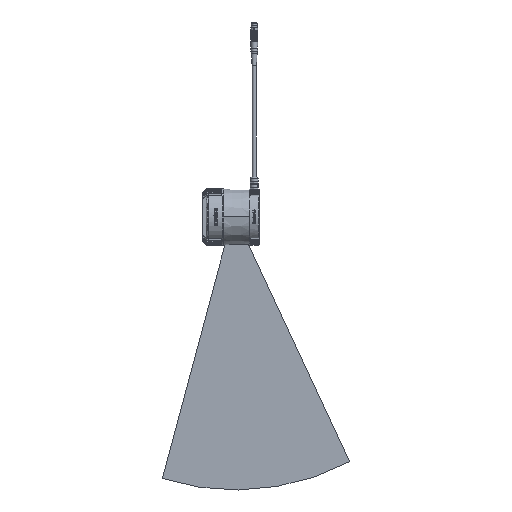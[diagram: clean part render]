
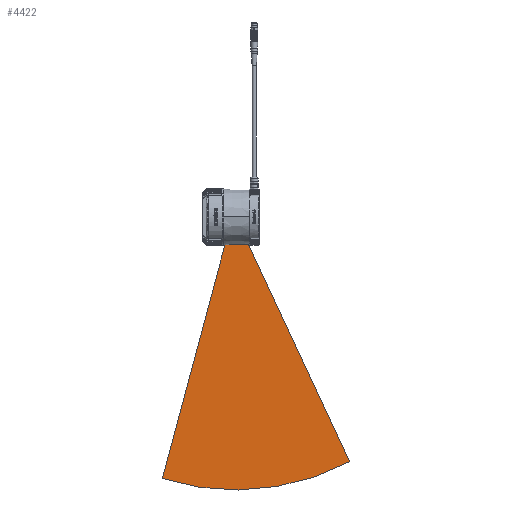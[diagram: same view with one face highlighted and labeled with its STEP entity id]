
A CAD part, left-side view. The second image highlights one B-rep face of the part: STEP entity #4422.
In plain terms, the highlighted planar face has unit normal (1, 0, 0).
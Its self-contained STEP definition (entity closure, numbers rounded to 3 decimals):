
#2169 = CARTESIAN_POINT ( 'NONE',  ( 0., -187.355, -505.895 ) ) ;
#2615 = VERTEX_POINT ( 'NONE', #19240 ) ;
#3786 = ORIENTED_EDGE ( 'NONE', *, *, #15204, .T. ) ;
#4422 = ADVANCED_FACE ( 'NONE', ( #48187 ), #62290, .F. ) ;
#7155 = DIRECTION ( 'NONE',  ( -1., 0., 0. ) ) ;
#8127 = CARTESIAN_POINT ( 'NONE',  ( 0., 200.042, -540.818 ) ) ;
#15000 = DIRECTION ( 'NONE',  ( 0., -0.259, 0.966 ) ) ;
#15204 = EDGE_CURVE ( 'NONE', #31612, #31306, #53821, .T. ) ;
#19240 = CARTESIAN_POINT ( 'NONE',  ( 0., 70.632, -57.855 ) ) ;
#22331 = EDGE_CURVE ( 'NONE', #2615, #62020, #54061, .T. ) ;
#24530 = DIRECTION ( 'NONE',  ( 1., 0., 0. ) ) ;
#29218 = CARTESIAN_POINT ( 'NONE',  ( 0., 70.632, -57.855 ) ) ;
#29564 = CARTESIAN_POINT ( 'NONE',  ( 0., 47.7, -64.591 ) ) ;
#31306 = VERTEX_POINT ( 'NONE', #8127 ) ;
#31612 = VERTEX_POINT ( 'NONE', #2169 ) ;
#32399 = ORIENTED_EDGE ( 'NONE', *, *, #43279, .T. ) ;
#33766 = LINE ( 'NONE', #29218, #61203 ) ;
#37739 = DIRECTION ( 'NONE',  ( 0., -1., 0.027 ) ) ;
#37885 = EDGE_CURVE ( 'NONE', #31306, #2615, #33766, .T. ) ;
#39085 = AXIS2_PLACEMENT_3D ( 'NONE', #29564, #24530, #64573 ) ;
#43279 = EDGE_CURVE ( 'NONE', #62020, #31612, #59174, .T. ) ;
#44301 = VECTOR ( 'NONE', #62871, 1000. ) ;
#47189 = DIRECTION ( 'NONE',  ( 0., 0., 1. ) ) ;
#48187 = FACE_OUTER_BOUND ( 'NONE', #63875, .T. ) ;
#51605 = CARTESIAN_POINT ( 'NONE',  ( 0., 22.181, -56.544 ) ) ;
#52012 = CARTESIAN_POINT ( 'NONE',  ( 0., 47.7, -64.591 ) ) ;
#52147 = ORIENTED_EDGE ( 'NONE', *, *, #22331, .T. ) ;
#53821 = CIRCLE ( 'NONE', #39085, 500. ) ;
#54061 = LINE ( 'NONE', #57875, #56388 ) ;
#55013 = ORIENTED_EDGE ( 'NONE', *, *, #37885, .T. ) ;
#56388 = VECTOR ( 'NONE', #37739, 1000. ) ;
#56987 = CARTESIAN_POINT ( 'NONE',  ( 0., 22.181, -56.544 ) ) ;
#57875 = CARTESIAN_POINT ( 'NONE',  ( 0., 70.632, -57.855 ) ) ;
#58820 = AXIS2_PLACEMENT_3D ( 'NONE', #52012, #7155, #47189 ) ;
#59174 = LINE ( 'NONE', #56987, #44301 ) ;
#61203 = VECTOR ( 'NONE', #15000, 1000. ) ;
#62020 = VERTEX_POINT ( 'NONE', #51605 ) ;
#62290 = PLANE ( 'NONE',  #58820 ) ;
#62871 = DIRECTION ( 'NONE',  ( 0., -0.423, -0.906 ) ) ;
#63875 = EDGE_LOOP ( 'NONE', ( #52147, #32399, #3786, #55013 ) ) ;
#64573 = DIRECTION ( 'NONE',  ( 0., 0., 1. ) ) ;
